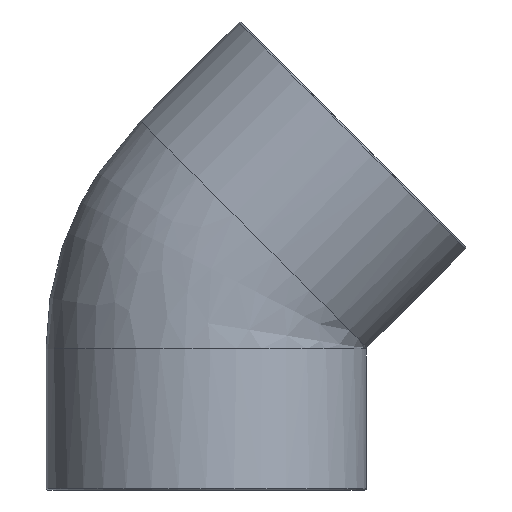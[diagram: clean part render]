
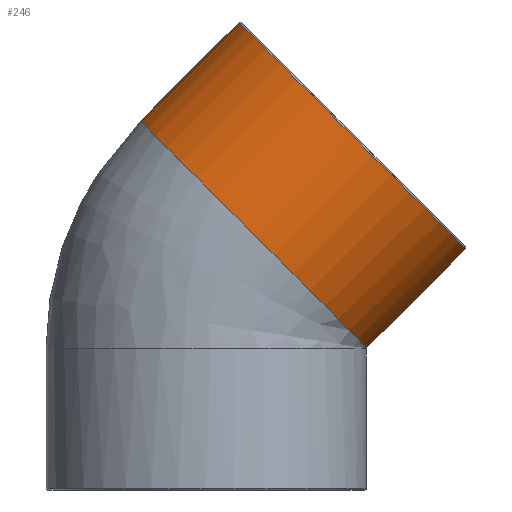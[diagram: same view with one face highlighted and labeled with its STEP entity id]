
A CAD part, front view. The second image highlights one B-rep face of the part: STEP entity #246.
In plain terms, the highlighted cylindrical face has radius 160 mm (diameter 320 mm), a full revolution.
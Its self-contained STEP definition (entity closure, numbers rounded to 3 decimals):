
#33=CYLINDRICAL_SURFACE($,#265,160.);
#38=FACE_BOUND($,#62,.T.);
#48=FACE_OUTER_BOUND($,#61,.T.);
#61=EDGE_LOOP($,(#173,#174,#175,#176,#177,#178,#179,#180));
#62=EDGE_LOOP($,(#181));
#82=CIRCLE($,#264,160.);
#83=CIRCLE($,#266,160.);
#84=CIRCLE($,#267,160.);
#85=CIRCLE($,#268,160.);
#86=CIRCLE($,#269,160.);
#87=CIRCLE($,#270,160.);
#88=CIRCLE($,#271,160.);
#89=CIRCLE($,#272,160.);
#90=CIRCLE($,#273,160.);
#106=VERTEX_POINT($,#376);
#107=VERTEX_POINT($,#379);
#108=VERTEX_POINT($,#380);
#109=VERTEX_POINT($,#382);
#110=VERTEX_POINT($,#384);
#111=VERTEX_POINT($,#386);
#112=VERTEX_POINT($,#388);
#113=VERTEX_POINT($,#390);
#114=VERTEX_POINT($,#392);
#136=EDGE_CURVE($,#106,#106,#82,.T.);
#137=EDGE_CURVE($,#107,#108,#83,.T.);
#138=EDGE_CURVE($,#109,#107,#84,.T.);
#139=EDGE_CURVE($,#110,#109,#85,.T.);
#140=EDGE_CURVE($,#111,#110,#86,.T.);
#141=EDGE_CURVE($,#112,#111,#87,.T.);
#142=EDGE_CURVE($,#113,#112,#88,.T.);
#143=EDGE_CURVE($,#114,#113,#89,.T.);
#144=EDGE_CURVE($,#108,#114,#90,.T.);
#173=ORIENTED_EDGE($,*,*,#137,.F.);
#174=ORIENTED_EDGE($,*,*,#138,.F.);
#175=ORIENTED_EDGE($,*,*,#139,.F.);
#176=ORIENTED_EDGE($,*,*,#140,.F.);
#177=ORIENTED_EDGE($,*,*,#141,.F.);
#178=ORIENTED_EDGE($,*,*,#142,.F.);
#179=ORIENTED_EDGE($,*,*,#143,.F.);
#180=ORIENTED_EDGE($,*,*,#144,.F.);
#181=ORIENTED_EDGE($,*,*,#136,.F.);
#246=ADVANCED_FACE($,(#48,#38),#33,.T.);
#264=AXIS2_PLACEMENT_3D($,#377,#304,#305);
#265=AXIS2_PLACEMENT_3D($,#378,#306,#307);
#266=AXIS2_PLACEMENT_3D($,#381,#308,#309);
#267=AXIS2_PLACEMENT_3D($,#383,#310,#311);
#268=AXIS2_PLACEMENT_3D($,#385,#312,#313);
#269=AXIS2_PLACEMENT_3D($,#387,#314,#315);
#270=AXIS2_PLACEMENT_3D($,#389,#316,#317);
#271=AXIS2_PLACEMENT_3D($,#391,#318,#319);
#272=AXIS2_PLACEMENT_3D($,#393,#320,#321);
#273=AXIS2_PLACEMENT_3D($,#394,#322,#323);
#304=DIRECTION('center_axis',(0.707,0.,0.707));
#305=DIRECTION('ref_axis',(-0.707,0.,0.707));
#306=DIRECTION('center_axis',(0.707,0.,0.707));
#307=DIRECTION('ref_axis',(-0.707,0.,0.707));
#308=DIRECTION('center_axis',(-0.707,0.,
-0.707));
#309=DIRECTION('ref_axis',(-0.707,0.,0.707));
#310=DIRECTION('center_axis',(-0.707,0.,
-0.707));
#311=DIRECTION('ref_axis',(-0.707,0.,0.707));
#312=DIRECTION('center_axis',(-0.707,0.,
-0.707));
#313=DIRECTION('ref_axis',(-0.707,0.,0.707));
#314=DIRECTION('center_axis',(-0.707,0.,
-0.707));
#315=DIRECTION('ref_axis',(-0.707,0.,0.707));
#316=DIRECTION('center_axis',(-0.707,0.,
-0.707));
#317=DIRECTION('ref_axis',(-0.707,0.,0.707));
#318=DIRECTION('center_axis',(-0.707,0.,
-0.707));
#319=DIRECTION('ref_axis',(-0.707,0.,0.707));
#320=DIRECTION('center_axis',(-0.707,0.,
-0.707));
#321=DIRECTION('ref_axis',(-0.707,0.,0.707));
#322=DIRECTION('center_axis',(-0.707,0.,
-0.707));
#323=DIRECTION('ref_axis',(-0.707,0.,0.707));
#376=CARTESIAN_POINT('',(259.155,0.,240.88));
#377=CARTESIAN_POINT('Origin',(146.018,0.,354.018));
#378=CARTESIAN_POINT('Origin',(147.078,0.,355.078));
#379=CARTESIAN_POINT('',(160.586,0.,142.312));
#380=CARTESIAN_POINT('',(157.554,-36.791,145.343));
#381=CARTESIAN_POINT('Origin',(47.449,0.,255.449));
#382=CARTESIAN_POINT('',(157.554,36.791,145.343));
#383=CARTESIAN_POINT('Origin',(47.449,0.,255.449));
#384=CARTESIAN_POINT('',(50.411,159.945,252.487));
#385=CARTESIAN_POINT('Origin',(47.449,0.,255.449));
#386=CARTESIAN_POINT('',(47.449,160.,255.449));
#387=CARTESIAN_POINT('Origin',(47.449,0.,255.449));
#388=CARTESIAN_POINT('',(-65.688,0.,368.586));
#389=CARTESIAN_POINT('Origin',(47.449,0.,255.449));
#390=CARTESIAN_POINT('',(47.449,-160.,255.449));
#391=CARTESIAN_POINT('Origin',(47.449,0.,255.449));
#392=CARTESIAN_POINT('',(50.411,-159.945,252.487));
#393=CARTESIAN_POINT('Origin',(47.449,0.,255.449));
#394=CARTESIAN_POINT('Origin',(47.449,0.,255.449));
